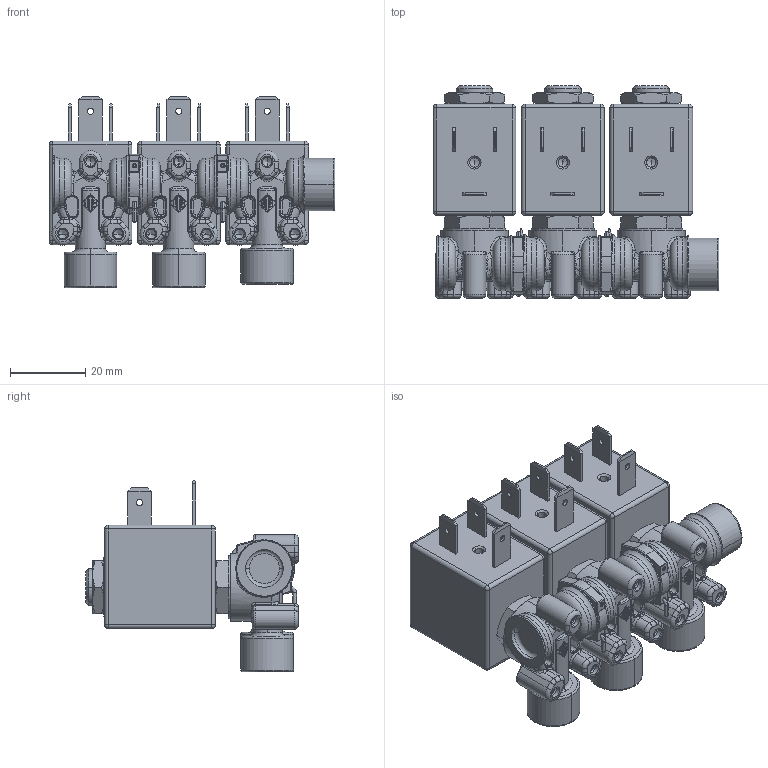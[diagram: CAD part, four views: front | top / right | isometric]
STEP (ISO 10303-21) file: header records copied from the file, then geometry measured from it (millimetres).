
FILE_DESCRIPTION((''),'2;1');
FILE_NAME('23MA2VADADAD_INGOMBRO_ASM','2015-10-06T',('romeri'),('O.D.E.'),'PRO/ENGINEER BY PARAMETRIC TECHNOLOGY CORPORATION, 2011410','PRO/ENGINEER BY PARAMETRIC TECHNOLOGY CORPORATION, 2011410','');
FILE_SCHEMA(('CONFIG_CONTROL_DESIGN','SHAPE_APPEARANCE_LAYERS_GROUPS'));
Products named in the file (9): 45JM_22B_23_ING; 45JM_A2B_23_ING; 45JM_A2C_INGOMBRO; 453121_INGOMBRO; 452062_INGOMBRO; BOBINA_5_W_INGOMBRO; 452571_INGOMBRO; 450146_INGOMBRO; 23MA2VADADAD_INGOMBRO_ASM
Assembly tree (17 placements, depth 2):
  23MA2VADADAD_INGOMBRO_ASM
    45JM_22B_23_ING
    45JM_A2B_23_ING
    45JM_A2C_INGOMBRO
    453121_INGOMBRO  x2
    452062_INGOMBRO  x3
    BOBINA_5_W_INGOMBRO  x3
    452571_INGOMBRO  x3
    450146_INGOMBRO  x3
Bounding box: 76 x 56.52 x 51 mm (x, y, z)
Volume: 70185.1 mm3; surface area: 44351 mm2
Topology: 17 solids, 40 shells, 2083 faces, 4859 edges, 2909 vertices
Faces by surface type: plane 612, cylinder 610, bspline 375, torus 244, cone 190, sphere 52
Entity records: 64902 total; most frequent: CARTESIAN_POINT 28065, ORIENTED_EDGE 7850, DIRECTION 6674, EDGE_CURVE 3943, AXIS2_PLACEMENT_3D 2714, VERTEX_POINT 2365, EDGE_LOOP 1764, FACE_OUTER_BOUND 1681
